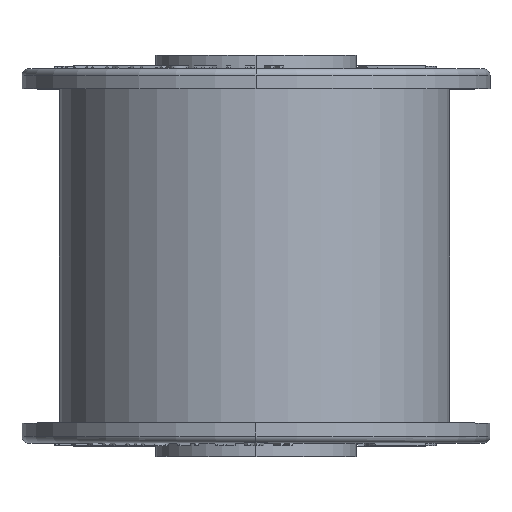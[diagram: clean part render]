
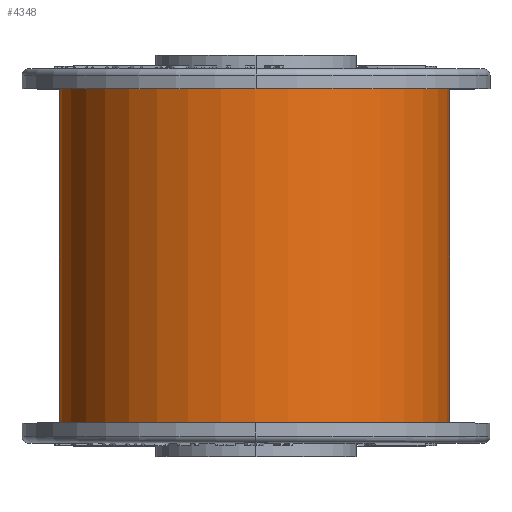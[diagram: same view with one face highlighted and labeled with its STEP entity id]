
A CAD part, top view. The second image highlights one B-rep face of the part: STEP entity #4348.
In plain terms, the highlighted cylindrical face has radius 14.59 mm (diameter 29.18 mm), a partial arc.
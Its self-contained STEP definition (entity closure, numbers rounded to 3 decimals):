
#439 = CARTESIAN_POINT ( 'NONE',  ( 14.48, 0., 0. ) ) ;
#1503 = DIRECTION ( 'NONE',  ( 0., -1., 0. ) ) ;
#1638 = FACE_OUTER_BOUND ( 'NONE', #17941, .T. ) ;
#2979 = CIRCLE ( 'NONE', #23080, 14.59 ) ;
#3053 = EDGE_CURVE ( 'NONE', #20580, #4631, #9144, .T. ) ;
#3401 = LINE ( 'NONE', #19545, #3622 ) ;
#3622 = VECTOR ( 'NONE', #19193, 1000. ) ;
#4348 = ADVANCED_FACE ( 'NONE', ( #1638 ), #10896, .T. ) ;
#4631 = VERTEX_POINT ( 'NONE', #23184 ) ;
#5238 = VERTEX_POINT ( 'NONE', #18724 ) ;
#5243 = EDGE_CURVE ( 'NONE', #5238, #16209, #3401, .T. ) ;
#5786 = ORIENTED_EDGE ( 'NONE', *, *, #3053, .T. ) ;
#6118 = CIRCLE ( 'NONE', #21311, 14.59 ) ;
#7144 = ORIENTED_EDGE ( 'NONE', *, *, #5243, .F. ) ;
#8192 = DIRECTION ( 'NONE',  ( 1., 0., 0. ) ) ;
#8888 = CARTESIAN_POINT ( 'NONE',  ( -0.11, 25., 0. ) ) ;
#9144 = LINE ( 'NONE', #21625, #19984 ) ;
#10214 = ORIENTED_EDGE ( 'NONE', *, *, #10932, .F. ) ;
#10769 = CARTESIAN_POINT ( 'NONE',  ( -0.11, 0., 0. ) ) ;
#10896 = CYLINDRICAL_SURFACE ( 'NONE', #12735, 14.59 ) ;
#10932 = EDGE_CURVE ( 'NONE', #16209, #4631, #6118, .T. ) ;
#12587 = CARTESIAN_POINT ( 'NONE',  ( -14.7, 25., 0. ) ) ;
#12735 = AXIS2_PLACEMENT_3D ( 'NONE', #8888, #16145, #19833 ) ;
#12933 = DIRECTION ( 'NONE',  ( 0., -1., 0. ) ) ;
#16145 = DIRECTION ( 'NONE',  ( 0., -1., 0. ) ) ;
#16209 = VERTEX_POINT ( 'NONE', #439 ) ;
#17696 = CARTESIAN_POINT ( 'NONE',  ( -0.11, 25., 0. ) ) ;
#17941 = EDGE_LOOP ( 'NONE', ( #10214, #7144, #23149, #5786 ) ) ;
#18253 = DIRECTION ( 'NONE',  ( 1., 0., 0. ) ) ;
#18315 = EDGE_CURVE ( 'NONE', #5238, #20580, #2979, .T. ) ;
#18724 = CARTESIAN_POINT ( 'NONE',  ( 14.48, 25., 0. ) ) ;
#19193 = DIRECTION ( 'NONE',  ( 0., -1., 0. ) ) ;
#19545 = CARTESIAN_POINT ( 'NONE',  ( 14.48, 25., 0. ) ) ;
#19833 = DIRECTION ( 'NONE',  ( 0., 0., -1. ) ) ;
#19984 = VECTOR ( 'NONE', #12933, 1000. ) ;
#20580 = VERTEX_POINT ( 'NONE', #12587 ) ;
#21311 = AXIS2_PLACEMENT_3D ( 'NONE', #10769, #1503, #18253 ) ;
#21625 = CARTESIAN_POINT ( 'NONE',  ( -14.7, 25., 0. ) ) ;
#22825 = DIRECTION ( 'NONE',  ( 0., -1., 0. ) ) ;
#23080 = AXIS2_PLACEMENT_3D ( 'NONE', #17696, #22825, #8192 ) ;
#23149 = ORIENTED_EDGE ( 'NONE', *, *, #18315, .T. ) ;
#23184 = CARTESIAN_POINT ( 'NONE',  ( -14.7, 0., 0. ) ) ;
